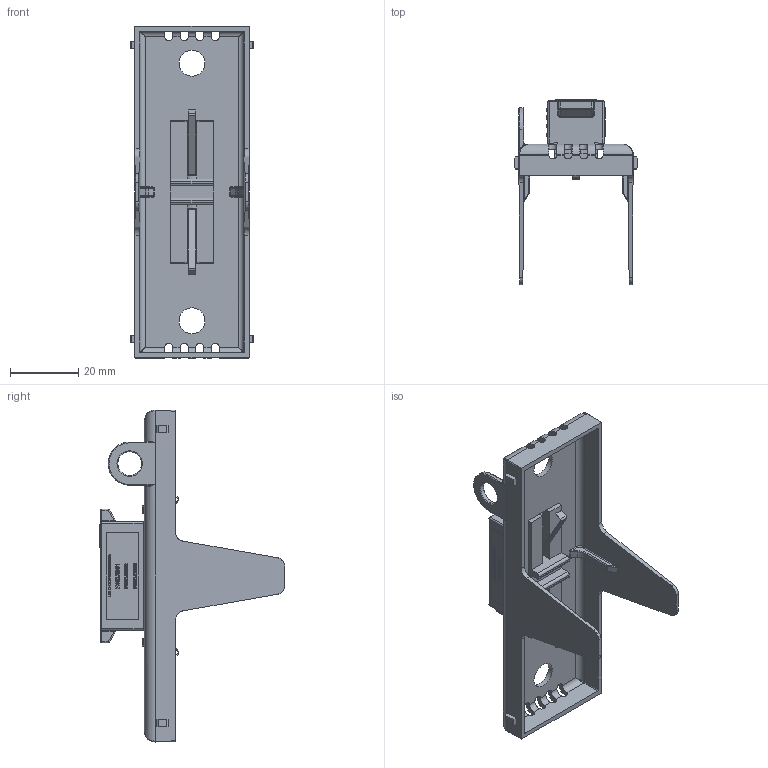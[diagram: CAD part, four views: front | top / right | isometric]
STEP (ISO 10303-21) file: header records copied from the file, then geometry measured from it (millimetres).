
FILE_DESCRIPTION (( 'STEP AP214' ), '1' );
FILE_NAME ('OUT-360389-I.STEP', '2024-04-09T12:36:04', ( '' ), ( '' ), 'SwSTEP 2.0', 'SolidWorks 2021', '' );
FILE_SCHEMA (( 'AUTOMOTIVE_DESIGN' ));
Length unit declared in the file: inch
Products named in the file (7): OUT-360389-I; 1203188_FBC60J60I; 330835; 1203190; 1203655; 330838; 330446_-002
Assembly tree (6 placements, depth 2):
  OUT-360389-I
    330838
    330835
    330446_-002
    1203190
    1203188_FBC60J60I
    1203655
Bounding box: 36.09 x 54.43 x 97.56 mm (x, y, z)
Volume: 13239.3 mm3; surface area: 18616.9 mm2
Topology: 6 solids, 6 shells, 2411 faces, 6404 edges, 4178 vertices
Faces by surface type: plane 1324, bspline 847, cylinder 190, torus 30, sphere 20
Entity records: 117630 total; most frequent: CARTESIAN_POINT 60749, ORIENTED_EDGE 12764, DIRECTION 8086, EDGE_CURVE 6382, LINE 4236, VECTOR 4236, VERTEX_POINT 4178, EDGE_LOOP 2632
